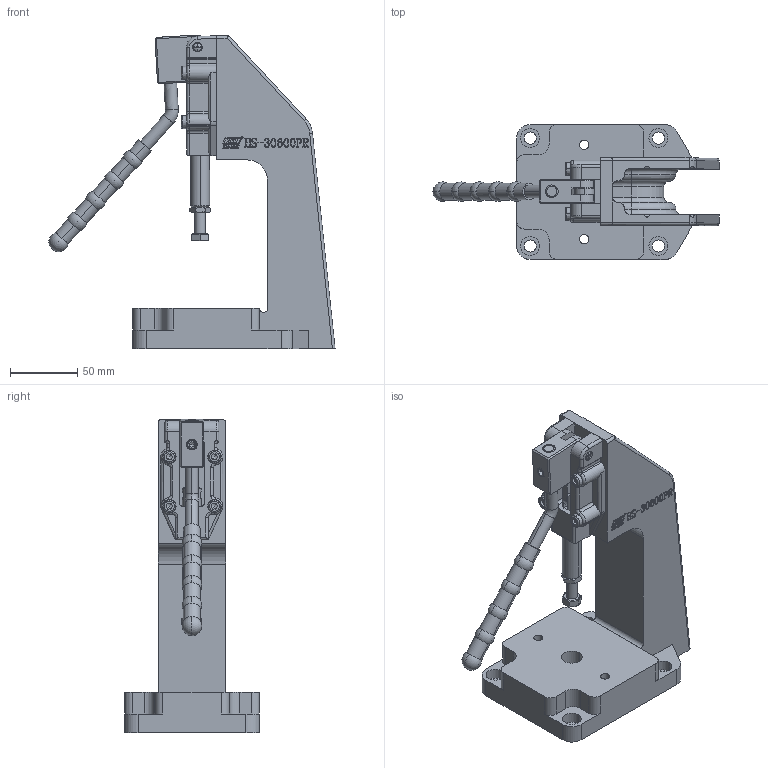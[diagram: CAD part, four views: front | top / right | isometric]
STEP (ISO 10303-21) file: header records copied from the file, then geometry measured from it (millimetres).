
FILE_DESCRIPTION (( 'STEP AP203' ), '1' );
FILE_NAME ('HS-30600PR 装配体.STEP', '2018-12-07T06:17:55', ( 'PCOS' ), ( '微软中国' ), 'SwSTEP 2.0', 'SolidWorks 2012', '' );
FILE_SCHEMA (( 'CONFIG_CONTROL_DESIGN' ));
Length unit declared in the file: millimetre
Products named in the file (13): HS-30600PR 蚾饜极; hex thin nuts-grades ab-chamfered gb_GB_FASTENER_NUT_STNAB M8-N; hexagon head bolts-full thread gb_GB_FASTENER_BOLT_STBAB A M8X60-N; hex lobular socket head cap screws-4.8 gb_GB_HEXAGON_TYPE21 M6X30-30-N; slotted setscrews with dog point gb_GB_SLOTTED_LOCATING_TYPE1 M6X10X6-N; hex socket set screws with cone point gb_GB_FASTENER_SCREWS_HSCP M8X12-N; 挴裝; 忒梟裝; 忒梟; 忒參; 蟀裝; 菁釱; 盓殤菁釱
Assembly tree (16 placements, depth 2):
  HS-30600PR 蚾饜极
    盓殤菁釱
    菁釱
    蟀裝
    忒參
    忒梟
    忒梟裝
    挴裝
    hex socket set screws with cone point gb_GB_FASTENER_SCREWS_HSCP M8X12-N
    slotted setscrews with dog point gb_GB_SLOTTED_LOCATING_TYPE1 M6X10X6-N  x2
    hex lobular socket head cap screws-4.8 gb_GB_HEXAGON_TYPE21 M6X30-30-N  x4
    hexagon head bolts-full thread gb_GB_FASTENER_BOLT_STBAB A M8X60-N
    hex thin nuts-grades ab-chamfered gb_GB_FASTENER_NUT_STNAB M8-N
Bounding box: 212.02 x 100 x 232.49 mm (x, y, z)
Volume: 668296.5 mm3; surface area: 148206.6 mm2
Topology: 16 solids, 16 shells, 876 faces, 2292 edges, 1467 vertices
Faces by surface type: plane 354, cylinder 228, bspline 183, cone 49, torus 40, sphere 22
Entity records: 34967 total; most frequent: CARTESIAN_POINT 14113, ORIENTED_EDGE 4286, DIRECTION 3570, EDGE_CURVE 2143, VERTEX_POINT 1382, AXIS2_PLACEMENT_3D 1191, VECTOR 1188, LINE 1188
